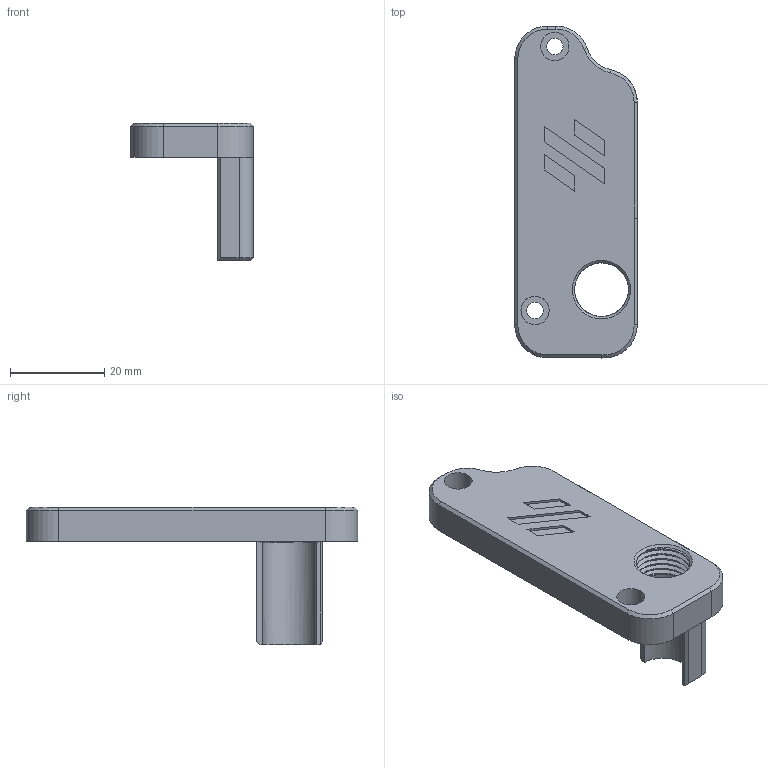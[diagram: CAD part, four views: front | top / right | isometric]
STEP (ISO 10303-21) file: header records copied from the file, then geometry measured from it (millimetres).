
FILE_DESCRIPTION(/* description */ (''),/* implementation_level */ '2;1');
FILE_NAME(/* name */ 'Umbilical_cable_PG7.step',/* time_stamp */ '2023-06-18T20:21:50+02:00',/* author */ (''),/* organization */ (''),/* preprocessor_version */ 'ST-DEVELOPER v19.2',/* originating_system */ 'Autodesk Translation Framework v12.6.0.85',/* authorisation */ '');
FILE_SCHEMA (('AUTOMOTIVE_DESIGN { 1 0 10303 214 3 1 1 }'));
Length unit declared in the file: millimetre
Products named in the file (2): Umbilical_cable; Bohrung
Assembly tree (1 placements, depth 2):
  Umbilical_cable
    Bohrung
Bounding box: 26 x 70.5 x 29.3 mm (x, y, z)
Volume: 8409.5 mm3; surface area: 7082.2 mm2
Topology: 1 solids, 1 shells, 152 faces, 402 edges, 263 vertices
Faces by surface type: plane 90, cylinder 41, cone 11, bspline 10
Full cylindrical faces by diameter (mm): 3.5 x2, 6 x2, 11.43 x1, 12.65 x1
Entity records: 6568 total; most frequent: CARTESIAN_POINT 2796, ORIENTED_EDGE 804, DIRECTION 713, EDGE_CURVE 402, LINE 269, VECTOR 269, VERTEX_POINT 263, AXIS2_PLACEMENT_3D 222
